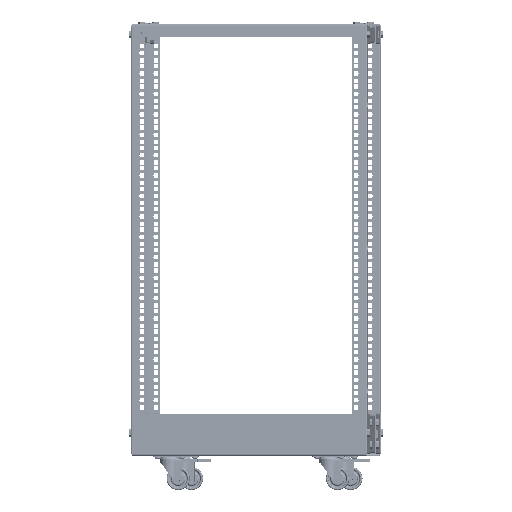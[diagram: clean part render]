
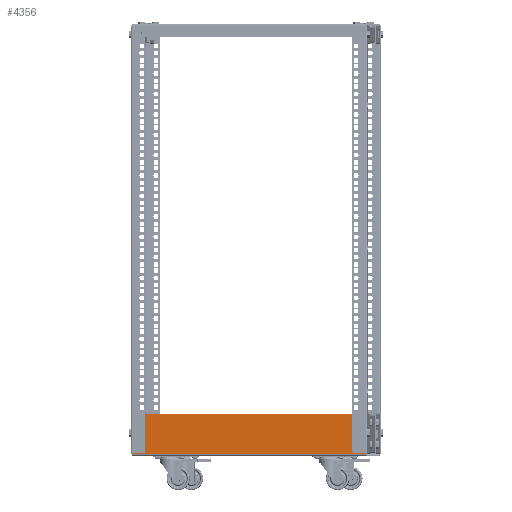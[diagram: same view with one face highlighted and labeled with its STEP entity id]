
A CAD part, left-side view. The second image highlights one B-rep face of the part: STEP entity #4356.
In plain terms, the highlighted face is planar.
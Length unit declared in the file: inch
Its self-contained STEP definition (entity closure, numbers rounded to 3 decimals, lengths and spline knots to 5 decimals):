
#1967 = CIRCLE ( 'NONE', #47450, 0.16732 ) ;
#2335 = AXIS2_PLACEMENT_3D ( 'NONE', #37423, #162375, #145116 ) ;
#2434 = ORIENTED_EDGE ( 'NONE', *, *, #38534, .T. ) ;
#3257 = ORIENTED_EDGE ( 'NONE', *, *, #128692, .T. ) ;
#4356 = ADVANCED_FACE ( 'NONE', ( #106321, #168303, #137790, #199788, #139807 ), #19843, .T. ) ;
#6807 = ORIENTED_EDGE ( 'NONE', *, *, #88442, .T. ) ;
#6890 = EDGE_CURVE ( 'NONE', #91787, #88194, #157524, .T. ) ;
#9504 = CARTESIAN_POINT ( 'NONE',  ( 0., 3.04134, 9.4685 ) ) ;
#9698 = CARTESIAN_POINT ( 'NONE',  ( 0., 3.52362, 10.03937 ) ) ;
#12444 = ORIENTED_EDGE ( 'NONE', *, *, #148121, .F. ) ;
#13636 = DIRECTION ( 'NONE',  ( -1., 0., 0. ) ) ;
#15079 = DIRECTION ( 'NONE',  ( 0., 0., -1. ) ) ;
#19843 = PLANE ( 'NONE',  #134661 ) ;
#20134 = DIRECTION ( 'NONE',  ( 1., 0., 0. ) ) ;
#20660 = DIRECTION ( 'NONE',  ( 0., 0., 1. ) ) ;
#21734 = VERTEX_POINT ( 'NONE', #60239 ) ;
#22401 = CARTESIAN_POINT ( 'NONE',  ( 0., 0.75787, 9.63583 ) ) ;
#24692 = AXIS2_PLACEMENT_3D ( 'NONE', #177523, #84108, #67874 ) ;
#25227 = AXIS2_PLACEMENT_3D ( 'NONE', #117978, #85535, #165741 ) ;
#26938 = EDGE_LOOP ( 'NONE', ( #38475, #6807 ) ) ;
#28167 = CARTESIAN_POINT ( 'NONE',  ( 0., 3.52362, -10.03937 ) ) ;
#28381 = CARTESIAN_POINT ( 'NONE',  ( 0., 0.75787, 9.30118 ) ) ;
#29156 = CIRCLE ( 'NONE', #175213, 0.16732 ) ;
#31535 = CARTESIAN_POINT ( 'NONE',  ( 0., 3.04134, 9.63583 ) ) ;
#33150 = ORIENTED_EDGE ( 'NONE', *, *, #191774, .F. ) ;
#35595 = VERTEX_POINT ( 'NONE', #117558 ) ;
#37423 = CARTESIAN_POINT ( 'NONE',  ( 0., 0.75787, -9.4685 ) ) ;
#38475 = ORIENTED_EDGE ( 'NONE', *, *, #179041, .T. ) ;
#38534 = EDGE_CURVE ( 'NONE', #57629, #80116, #122586, .T. ) ;
#42037 = CARTESIAN_POINT ( 'NONE',  ( 0., 3.04134, -9.30118 ) ) ;
#42692 = VERTEX_POINT ( 'NONE', #42037 ) ;
#43702 = EDGE_CURVE ( 'NONE', #111619, #81372, #117179, .T. ) ;
#47450 = AXIS2_PLACEMENT_3D ( 'NONE', #118578, #155119, #187597 ) ;
#50156 = AXIS2_PLACEMENT_3D ( 'NONE', #129724, #52535, #111464 ) ;
#52535 = DIRECTION ( 'NONE',  ( 1., 0., 0. ) ) ;
#52770 = ORIENTED_EDGE ( 'NONE', *, *, #43702, .T. ) ;
#54321 = CIRCLE ( 'NONE', #2335, 0.16732 ) ;
#57629 = VERTEX_POINT ( 'NONE', #9698 ) ;
#60128 = EDGE_CURVE ( 'NONE', #35595, #195248, #117335, .T. ) ;
#60239 = CARTESIAN_POINT ( 'NONE',  ( 0., 0.15748, -10.03937 ) ) ;
#60464 = CARTESIAN_POINT ( 'NONE',  ( 0., 3.52362, -9.92126 ) ) ;
#60833 = ORIENTED_EDGE ( 'NONE', *, *, #6890, .T. ) ;
#61596 = CARTESIAN_POINT ( 'NONE',  ( 0., 3.52362, -10.03937 ) ) ;
#63493 = VERTEX_POINT ( 'NONE', #99544 ) ;
#63648 = CIRCLE ( 'NONE', #24692, 0.16732 ) ;
#64346 = DIRECTION ( 'NONE',  ( 0., -1., 0. ) ) ;
#65940 = DIRECTION ( 'NONE',  ( 0., 0., 1. ) ) ;
#66649 = CARTESIAN_POINT ( 'NONE',  ( 0., 3.64173, -10.03937 ) ) ;
#67874 = DIRECTION ( 'NONE',  ( 0., 0., -1. ) ) ;
#68662 = AXIS2_PLACEMENT_3D ( 'NONE', #9504, #71589, #133484 ) ;
#71589 = DIRECTION ( 'NONE',  ( 1., 0., 0. ) ) ;
#78445 = ORIENTED_EDGE ( 'NONE', *, *, #95236, .T. ) ;
#80116 = VERTEX_POINT ( 'NONE', #199421 ) ;
#80131 = DIRECTION ( 'NONE',  ( 1., 0., 0. ) ) ;
#80475 = ORIENTED_EDGE ( 'NONE', *, *, #186849, .T. ) ;
#80712 = DIRECTION ( 'NONE',  ( 1., 0., 0. ) ) ;
#81372 = VERTEX_POINT ( 'NONE', #186471 ) ;
#84108 = DIRECTION ( 'NONE',  ( 1., 0., 0. ) ) ;
#84189 = CARTESIAN_POINT ( 'NONE',  ( 0., 0.75787, -9.4685 ) ) ;
#85535 = DIRECTION ( 'NONE',  ( -1., 0., 0. ) ) ;
#88194 = VERTEX_POINT ( 'NONE', #152214 ) ;
#88442 = EDGE_CURVE ( 'NONE', #42692, #104836, #111751, .T. ) ;
#89505 = VERTEX_POINT ( 'NONE', #28381 ) ;
#91787 = VERTEX_POINT ( 'NONE', #181127 ) ;
#92936 = DIRECTION ( 'NONE',  ( 0., 0., 1. ) ) ;
#93111 = EDGE_CURVE ( 'NONE', #89505, #128349, #63648, .T. ) ;
#95236 = EDGE_CURVE ( 'NONE', #88194, #91787, #54321, .T. ) ;
#95799 = LINE ( 'NONE', #188266, #148924 ) ;
#99544 = CARTESIAN_POINT ( 'NONE',  ( 0., 0.15748, 10.03937 ) ) ;
#101320 = EDGE_LOOP ( 'NONE', ( #144978, #52770 ) ) ;
#104836 = VERTEX_POINT ( 'NONE', #179854 ) ;
#106321 = FACE_BOUND ( 'NONE', #122504, .T. ) ;
#107478 = EDGE_LOOP ( 'NONE', ( #3257, #121594, #33150, #2434, #12444, #120782 ) ) ;
#108158 = DIRECTION ( 'NONE',  ( 0., 1., 0. ) ) ;
#110165 = CARTESIAN_POINT ( 'NONE',  ( 0., 3.64173, -9.92126 ) ) ;
#111464 = DIRECTION ( 'NONE',  ( 0., 0., 1. ) ) ;
#111619 = VERTEX_POINT ( 'NONE', #31535 ) ;
#111751 = CIRCLE ( 'NONE', #50156, 0.16732 ) ;
#117179 = CIRCLE ( 'NONE', #68662, 0.16732 ) ;
#117335 = CIRCLE ( 'NONE', #172613, 0.11811 ) ;
#117558 = CARTESIAN_POINT ( 'NONE',  ( 0., 3.64173, -9.92126 ) ) ;
#117978 = CARTESIAN_POINT ( 'NONE',  ( 0., 3.52362, 9.92126 ) ) ;
#118578 = CARTESIAN_POINT ( 'NONE',  ( 0., 3.04134, 9.4685 ) ) ;
#118630 = AXIS2_PLACEMENT_3D ( 'NONE', #187408, #80712, #20660 ) ;
#119124 = EDGE_CURVE ( 'NONE', #81372, #111619, #1967, .T. ) ;
#120782 = ORIENTED_EDGE ( 'NONE', *, *, #60128, .T. ) ;
#121594 = ORIENTED_EDGE ( 'NONE', *, *, #189984, .T. ) ;
#122504 = EDGE_LOOP ( 'NONE', ( #78445, #60833 ) ) ;
#122586 = CIRCLE ( 'NONE', #25227, 0.11811 ) ;
#122964 = LINE ( 'NONE', #184965, #190874 ) ;
#125398 = LINE ( 'NONE', #110165, #146629 ) ;
#128349 = VERTEX_POINT ( 'NONE', #22401 ) ;
#128692 = EDGE_CURVE ( 'NONE', #195248, #21734, #167391, .T. ) ;
#129724 = CARTESIAN_POINT ( 'NONE',  ( 0., 3.04134, -9.4685 ) ) ;
#130552 = DIRECTION ( 'NONE',  ( -1., 0., 0. ) ) ;
#132865 = DIRECTION ( 'NONE',  ( 0., -1., 0. ) ) ;
#133484 = DIRECTION ( 'NONE',  ( 0., 0., 1. ) ) ;
#134661 = AXIS2_PLACEMENT_3D ( 'NONE', #66649, #130552, #177293 ) ;
#137790 = FACE_BOUND ( 'NONE', #192985, .T. ) ;
#139807 = FACE_OUTER_BOUND ( 'NONE', #107478, .T. ) ;
#141066 = CARTESIAN_POINT ( 'NONE',  ( 0., 3.04134, -9.4685 ) ) ;
#144978 = ORIENTED_EDGE ( 'NONE', *, *, #119124, .T. ) ;
#145116 = DIRECTION ( 'NONE',  ( 0., 0., -1. ) ) ;
#146629 = VECTOR ( 'NONE', #92936, 39.37008 ) ;
#148121 = EDGE_CURVE ( 'NONE', #35595, #80116, #125398, .T. ) ;
#148924 = VECTOR ( 'NONE', #64346, 39.37008 ) ;
#152214 = CARTESIAN_POINT ( 'NONE',  ( 0., 0.75787, -9.63583 ) ) ;
#155119 = DIRECTION ( 'NONE',  ( 1., 0., 0. ) ) ;
#155482 = DIRECTION ( 'NONE',  ( 0., 0., 1. ) ) ;
#157524 = CIRCLE ( 'NONE', #180121, 0.16732 ) ;
#162375 = DIRECTION ( 'NONE',  ( 1., 0., 0. ) ) ;
#165741 = DIRECTION ( 'NONE',  ( 0., 0., 1. ) ) ;
#167386 = CIRCLE ( 'NONE', #118630, 0.16732 ) ;
#167391 = LINE ( 'NONE', #28167, #182125 ) ;
#168303 = FACE_BOUND ( 'NONE', #101320, .T. ) ;
#172613 = AXIS2_PLACEMENT_3D ( 'NONE', #60464, #13636, #108158 ) ;
#175213 = AXIS2_PLACEMENT_3D ( 'NONE', #141066, #80131, #15079 ) ;
#177293 = DIRECTION ( 'NONE',  ( 0., 0., 1. ) ) ;
#177523 = CARTESIAN_POINT ( 'NONE',  ( 0., 0.75787, 9.4685 ) ) ;
#179041 = EDGE_CURVE ( 'NONE', #104836, #42692, #29156, .T. ) ;
#179854 = CARTESIAN_POINT ( 'NONE',  ( 0., 3.04134, -9.63583 ) ) ;
#180121 = AXIS2_PLACEMENT_3D ( 'NONE', #84189, #20134, #65940 ) ;
#181127 = CARTESIAN_POINT ( 'NONE',  ( 0., 0.75787, -9.30118 ) ) ;
#182125 = VECTOR ( 'NONE', #132865, 39.37008 ) ;
#184965 = CARTESIAN_POINT ( 'NONE',  ( 0., 0.15748, -10.03937 ) ) ;
#186471 = CARTESIAN_POINT ( 'NONE',  ( 0., 3.04134, 9.30118 ) ) ;
#186849 = EDGE_CURVE ( 'NONE', #128349, #89505, #167386, .T. ) ;
#187408 = CARTESIAN_POINT ( 'NONE',  ( 0., 0.75787, 9.4685 ) ) ;
#187597 = DIRECTION ( 'NONE',  ( 0., 0., -1. ) ) ;
#188266 = CARTESIAN_POINT ( 'NONE',  ( 0., 3.52362, 10.03937 ) ) ;
#189820 = ORIENTED_EDGE ( 'NONE', *, *, #93111, .T. ) ;
#189984 = EDGE_CURVE ( 'NONE', #21734, #63493, #122964, .T. ) ;
#190874 = VECTOR ( 'NONE', #155482, 39.37008 ) ;
#191774 = EDGE_CURVE ( 'NONE', #57629, #63493, #95799, .T. ) ;
#192985 = EDGE_LOOP ( 'NONE', ( #189820, #80475 ) ) ;
#195248 = VERTEX_POINT ( 'NONE', #61596 ) ;
#199421 = CARTESIAN_POINT ( 'NONE',  ( 0., 3.64173, 9.92126 ) ) ;
#199788 = FACE_BOUND ( 'NONE', #26938, .T. ) ;
